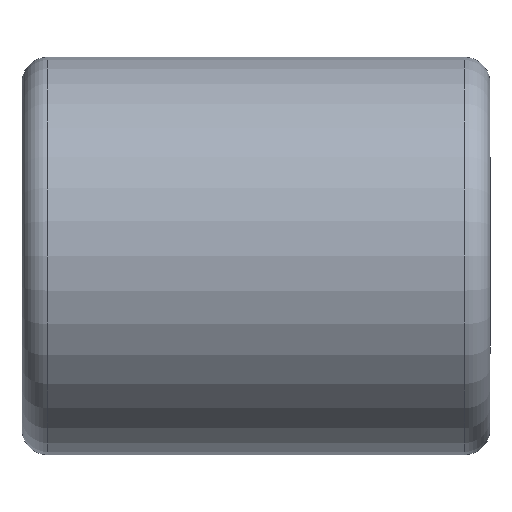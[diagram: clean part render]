
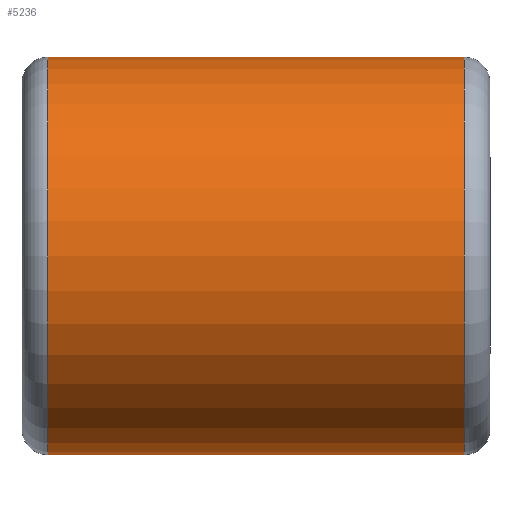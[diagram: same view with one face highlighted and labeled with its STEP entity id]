
A CAD part, front view. The second image highlights one B-rep face of the part: STEP entity #5236.
In plain terms, the highlighted cylindrical face has radius 42.5 mm (diameter 85 mm), a partial arc.
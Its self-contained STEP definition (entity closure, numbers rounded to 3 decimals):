
#68 = ORIENTED_EDGE ( 'NONE', *, *, #1845, .T. ) ;
#164 = EDGE_CURVE ( 'NONE', #3260, #576, #854, .T. ) ;
#174 = EDGE_CURVE ( 'NONE', #3808, #3260, #3964, .T. ) ;
#190 = DIRECTION ( 'NONE',  ( -1., 0., 0. ) ) ;
#355 = DIRECTION ( 'NONE',  ( 0., 0., 1. ) ) ;
#522 = CARTESIAN_POINT ( 'NONE',  ( 44.5, 0., 291.987 ) ) ;
#532 = ORIENTED_EDGE ( 'NONE', *, *, #164, .T. ) ;
#576 = VERTEX_POINT ( 'NONE', #3139 ) ;
#698 = CARTESIAN_POINT ( 'NONE',  ( -57.637, 0., 291.987 ) ) ;
#854 = CIRCLE ( 'NONE', #5099, 42.5 ) ;
#1135 = DIRECTION ( 'NONE',  ( -1., 0., 0. ) ) ;
#1755 = EDGE_CURVE ( 'NONE', #1976, #576, #3640, .T. ) ;
#1845 = EDGE_CURVE ( 'NONE', #1976, #3808, #5826, .T. ) ;
#1906 = CARTESIAN_POINT ( 'NONE',  ( -44.5, 0., 334.487 ) ) ;
#1937 = CARTESIAN_POINT ( 'NONE',  ( -57.637, 0., 334.487 ) ) ;
#1976 = VERTEX_POINT ( 'NONE', #5641 ) ;
#2179 = CARTESIAN_POINT ( 'NONE',  ( -57.637, 0., 249.487 ) ) ;
#2211 = ORIENTED_EDGE ( 'NONE', *, *, #1755, .F. ) ;
#2395 = VECTOR ( 'NONE', #1135, 1000. ) ;
#3087 = DIRECTION ( 'NONE',  ( 0., 0., 1. ) ) ;
#3139 = CARTESIAN_POINT ( 'NONE',  ( -44.5, 0., 249.487 ) ) ;
#3260 = VERTEX_POINT ( 'NONE', #1906 ) ;
#3327 = AXIS2_PLACEMENT_3D ( 'NONE', #522, #5743, #355 ) ;
#3640 = LINE ( 'NONE', #2179, #2395 ) ;
#3648 = AXIS2_PLACEMENT_3D ( 'NONE', #698, #190, #3087 ) ;
#3808 = VERTEX_POINT ( 'NONE', #4662 ) ;
#3926 = DIRECTION ( 'NONE',  ( -1., 0., 0. ) ) ;
#3964 = LINE ( 'NONE', #1937, #4155 ) ;
#3995 = CARTESIAN_POINT ( 'NONE',  ( -44.5, 0., 291.987 ) ) ;
#4155 = VECTOR ( 'NONE', #3926, 1000. ) ;
#4438 = FACE_OUTER_BOUND ( 'NONE', #4556, .T. ) ;
#4536 = CYLINDRICAL_SURFACE ( 'NONE', #3648, 42.5 ) ;
#4556 = EDGE_LOOP ( 'NONE', ( #2211, #68, #6260, #532 ) ) ;
#4662 = CARTESIAN_POINT ( 'NONE',  ( 44.5, 0., 334.487 ) ) ;
#5099 = AXIS2_PLACEMENT_3D ( 'NONE', #3995, #5496, #6024 ) ;
#5236 = ADVANCED_FACE ( 'NONE', ( #4438 ), #4536, .T. ) ;
#5496 = DIRECTION ( 'NONE',  ( 1., 0., 0. ) ) ;
#5641 = CARTESIAN_POINT ( 'NONE',  ( 44.5, 0., 249.487 ) ) ;
#5743 = DIRECTION ( 'NONE',  ( -1., 0., 0. ) ) ;
#5826 = CIRCLE ( 'NONE', #3327, 42.5 ) ;
#6024 = DIRECTION ( 'NONE',  ( 0., 0., -1. ) ) ;
#6260 = ORIENTED_EDGE ( 'NONE', *, *, #174, .T. ) ;
